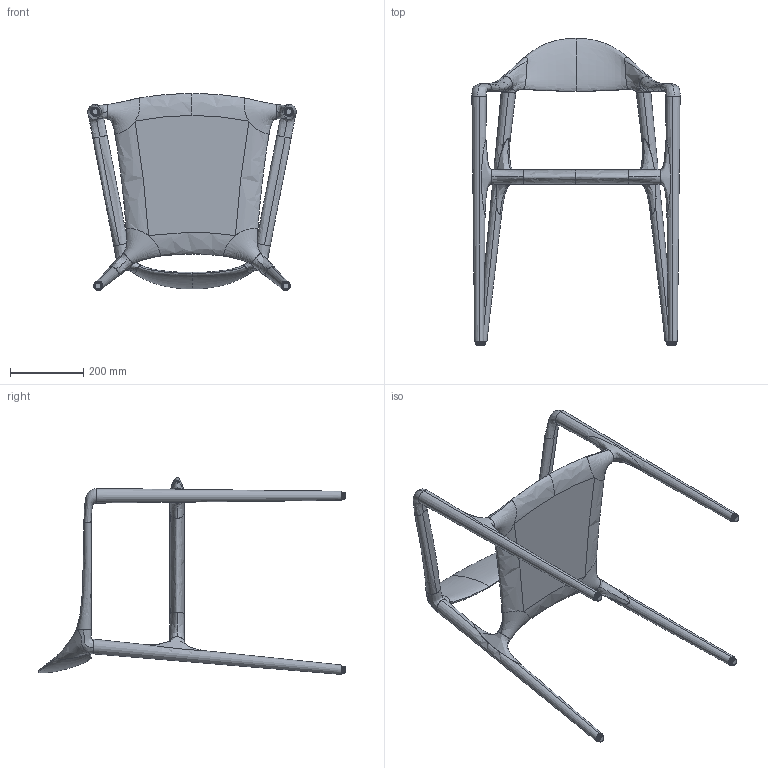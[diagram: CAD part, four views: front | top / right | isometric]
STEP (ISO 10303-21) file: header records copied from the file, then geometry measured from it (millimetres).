
FILE_DESCRIPTION (( 'STEP AP203' ), '1' );
FILE_NAME ('1. -Sagrada dining chair - sklop.STEP', '2023-11-23T10:45:48', ( '' ), ( '' ), 'SwSTEP 2.0', 'SolidWorks 2023', '' );
FILE_SCHEMA (( 'CONFIG_CONTROL_DESIGN' ));
Length unit declared in the file: millimetre
Products named in the file (1): 1. -Sagrada dining chair - sklop
Bounding box: 570 x 840.61 x 538.79 mm (x, y, z)
Volume: 10384783.2 mm3; surface area: 951954.5 mm2
Topology: 30 solids, 30 shells, 605 faces, 1417 edges, 894 vertices
Faces by surface type: cylinder 202, plane 202, torus 84, bspline 77, cone 32, sphere 8
Entity records: 77506 total; most frequent: CARTESIAN_POINT 64082, ORIENTED_EDGE 2786, DIRECTION 2720, EDGE_CURVE 1393, AXIS2_PLACEMENT_3D 1087, VERTEX_POINT 886, EDGE_LOOP 659, ADVANCED_FACE 605
